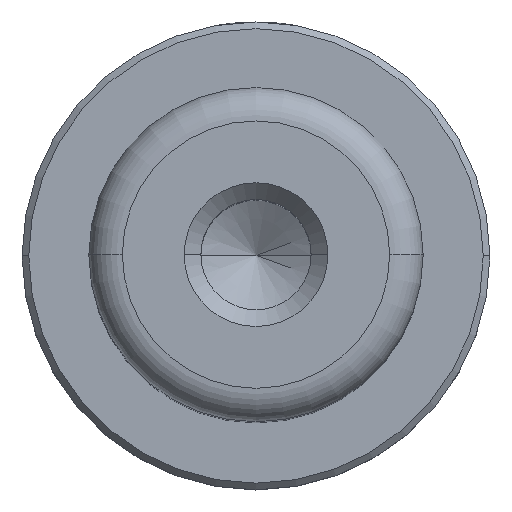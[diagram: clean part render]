
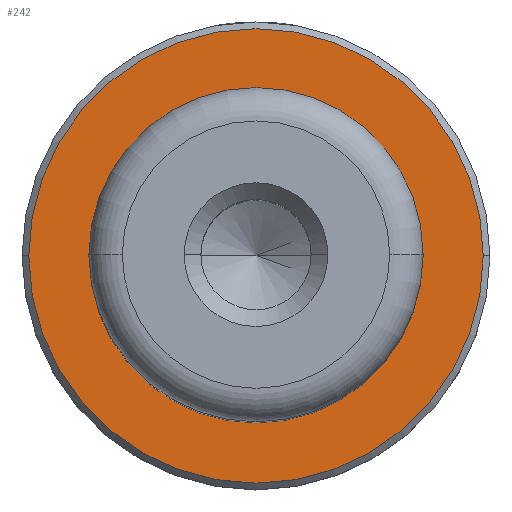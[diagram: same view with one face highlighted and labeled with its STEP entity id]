
A CAD part, top view. The second image highlights one B-rep face of the part: STEP entity #242.
In plain terms, the highlighted planar face has unit normal (0, 0, 1).
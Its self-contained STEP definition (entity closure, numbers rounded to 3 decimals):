
#64 = VERTEX_POINT ( 'NONE', #1629 ) ;
#76 = DIRECTION ( 'NONE',  ( -1., 0., 0. ) ) ;
#104 = DIRECTION ( 'NONE',  ( 1., 0., 0. ) ) ;
#116 = VERTEX_POINT ( 'NONE', #859 ) ;
#122 = DIRECTION ( 'NONE',  ( -1., 0., 0. ) ) ;
#123 = EDGE_CURVE ( 'NONE', #1246, #64, #734, .T. ) ;
#198 = CIRCLE ( 'NONE', #822, 6.8 ) ;
#242 = ADVANCED_FACE ( 'NONE', ( #945, #1368 ), #1677, .T. ) ;
#280 = CIRCLE ( 'NONE', #946, 6.8 ) ;
#405 = EDGE_CURVE ( 'NONE', #116, #781, #280, .T. ) ;
#434 = CARTESIAN_POINT ( 'NONE',  ( 0., 0., 13. ) ) ;
#488 = DIRECTION ( 'NONE',  ( 0., 0., 1. ) ) ;
#581 = CARTESIAN_POINT ( 'NONE',  ( 0., 0., 13. ) ) ;
#600 = DIRECTION ( 'NONE',  ( 1., 0., 0. ) ) ;
#603 = AXIS2_PLACEMENT_3D ( 'NONE', #2018, #1072, #122 ) ;
#734 = CIRCLE ( 'NONE', #777, 4.5 ) ;
#777 = AXIS2_PLACEMENT_3D ( 'NONE', #1962, #1023, #76 ) ;
#781 = VERTEX_POINT ( 'NONE', #1865 ) ;
#822 = AXIS2_PLACEMENT_3D ( 'NONE', #434, #1536, #600 ) ;
#859 = CARTESIAN_POINT ( 'NONE',  ( 6.8, 0., 13. ) ) ;
#945 = FACE_OUTER_BOUND ( 'NONE', #2011, .T. ) ;
#946 = AXIS2_PLACEMENT_3D ( 'NONE', #1432, #488, #1591 ) ;
#1023 = DIRECTION ( 'NONE',  ( 0., 0., -1. ) ) ;
#1058 = DIRECTION ( 'NONE',  ( 0., 0., 1. ) ) ;
#1072 = DIRECTION ( 'NONE',  ( 0., 0., -1. ) ) ;
#1076 = ORIENTED_EDGE ( 'NONE', *, *, #1433, .T. ) ;
#1161 = CARTESIAN_POINT ( 'NONE',  ( 4.5, 0., 13. ) ) ;
#1246 = VERTEX_POINT ( 'NONE', #1161 ) ;
#1302 = ORIENTED_EDGE ( 'NONE', *, *, #405, .T. ) ;
#1368 = FACE_BOUND ( 'NONE', #1619, .T. ) ;
#1409 = CIRCLE ( 'NONE', #603, 4.5 ) ;
#1432 = CARTESIAN_POINT ( 'NONE',  ( 0., 0., 13. ) ) ;
#1433 = EDGE_CURVE ( 'NONE', #781, #116, #198, .T. ) ;
#1536 = DIRECTION ( 'NONE',  ( 0., 0., 1. ) ) ;
#1546 = ORIENTED_EDGE ( 'NONE', *, *, #1963, .T. ) ;
#1591 = DIRECTION ( 'NONE',  ( 1., 0., 0. ) ) ;
#1619 = EDGE_LOOP ( 'NONE', ( #1546, #1787 ) ) ;
#1629 = CARTESIAN_POINT ( 'NONE',  ( -4.5, 0., 13. ) ) ;
#1677 = PLANE ( 'NONE',  #2048 ) ;
#1787 = ORIENTED_EDGE ( 'NONE', *, *, #123, .T. ) ;
#1865 = CARTESIAN_POINT ( 'NONE',  ( -6.8, 0., 13. ) ) ;
#1962 = CARTESIAN_POINT ( 'NONE',  ( 0., 0., 13. ) ) ;
#1963 = EDGE_CURVE ( 'NONE', #64, #1246, #1409, .T. ) ;
#2011 = EDGE_LOOP ( 'NONE', ( #1076, #1302 ) ) ;
#2018 = CARTESIAN_POINT ( 'NONE',  ( 0., 0., 13. ) ) ;
#2048 = AXIS2_PLACEMENT_3D ( 'NONE', #581, #1058, #104 ) ;
